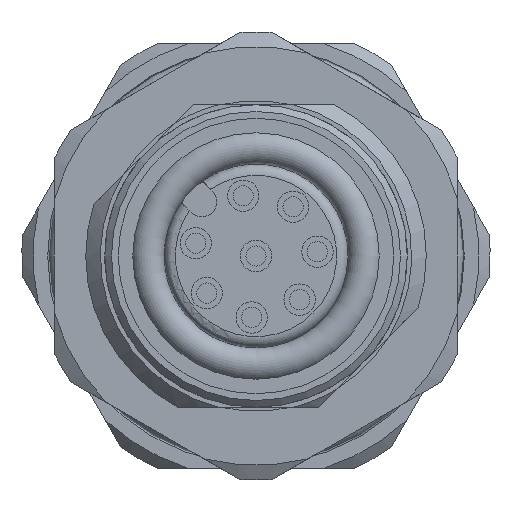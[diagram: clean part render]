
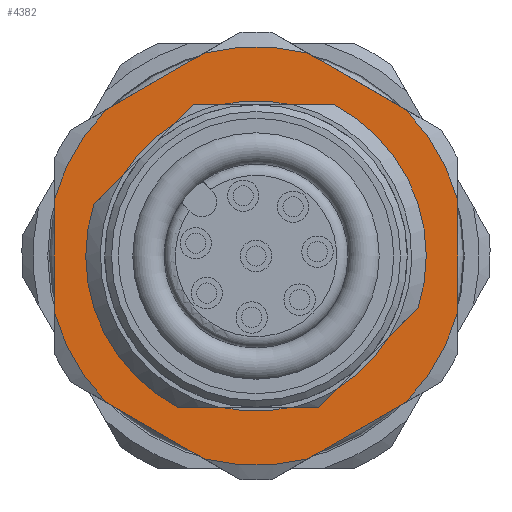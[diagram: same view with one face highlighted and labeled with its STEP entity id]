
A CAD part, left-side view. The second image highlights one B-rep face of the part: STEP entity #4382.
In plain terms, the highlighted planar face has unit normal (-1, 0, 0).
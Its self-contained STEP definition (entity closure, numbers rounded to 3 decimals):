
#201=PLANE('',#5593);
#944=EDGE_LOOP('',(#2976,#2977,#2978,#2979,#2980,#2981,#2982,#2983,#2984,
#2985,#2986,#2987));
#945=EDGE_LOOP('',(#2988,#2989,#2990,#2991,#2992,#2993,#2994,#2995,#2996,
#2997,#2998,#2999,#3000,#3001));
#974=LINE('',#7127,#1350);
#982=LINE('',#7144,#1358);
#986=LINE('',#7161,#1362);
#993=LINE('',#7174,#1369);
#997=LINE('',#7192,#1373);
#1001=LINE('',#7209,#1377);
#1009=LINE('',#7226,#1385);
#1012=LINE('',#7240,#1388);
#1322=LINE('',#8866,#1698);
#1323=LINE('',#8870,#1699);
#1324=LINE('',#8874,#1700);
#1325=LINE('',#8878,#1701);
#1326=LINE('',#8882,#1702);
#1327=LINE('',#8886,#1703);
#1350=VECTOR('',#5654,1.);
#1358=VECTOR('',#5662,1.);
#1362=VECTOR('',#5668,1.);
#1369=VECTOR('',#5675,1.);
#1373=VECTOR('',#5681,1.);
#1377=VECTOR('',#5685,1.);
#1385=VECTOR('',#5695,1.);
#1388=VECTOR('',#5698,1.);
#1698=VECTOR('',#6982,1.);
#1699=VECTOR('',#6985,1.);
#1700=VECTOR('',#6988,1.);
#1701=VECTOR('',#6991,1.);
#1702=VECTOR('',#6994,1.);
#1703=VECTOR('',#6997,1.);
#2976=ORIENTED_EDGE('',*,*,#3769,.F.);
#2977=ORIENTED_EDGE('',*,*,#3770,.F.);
#2978=ORIENTED_EDGE('',*,*,#3771,.F.);
#2979=ORIENTED_EDGE('',*,*,#3772,.F.);
#2980=ORIENTED_EDGE('',*,*,#3773,.F.);
#2981=ORIENTED_EDGE('',*,*,#3774,.F.);
#2982=ORIENTED_EDGE('',*,*,#3775,.F.);
#2983=ORIENTED_EDGE('',*,*,#3776,.F.);
#2984=ORIENTED_EDGE('',*,*,#3777,.F.);
#2985=ORIENTED_EDGE('',*,*,#3778,.F.);
#2986=ORIENTED_EDGE('',*,*,#3779,.F.);
#2987=ORIENTED_EDGE('',*,*,#3780,.F.);
#2988=ORIENTED_EDGE('',*,*,#3781,.F.);
#2989=ORIENTED_EDGE('',*,*,#3136,.T.);
#2990=ORIENTED_EDGE('',*,*,#3157,.T.);
#2991=ORIENTED_EDGE('',*,*,#3782,.F.);
#2992=ORIENTED_EDGE('',*,*,#3150,.T.);
#2993=ORIENTED_EDGE('',*,*,#3132,.T.);
#2994=ORIENTED_EDGE('',*,*,#3177,.F.);
#2995=ORIENTED_EDGE('',*,*,#3783,.F.);
#2996=ORIENTED_EDGE('',*,*,#3182,.F.);
#2997=ORIENTED_EDGE('',*,*,#3163,.F.);
#2998=ORIENTED_EDGE('',*,*,#3784,.F.);
#2999=ORIENTED_EDGE('',*,*,#3169,.F.);
#3000=ORIENTED_EDGE('',*,*,#3128,.T.);
#3001=ORIENTED_EDGE('',*,*,#3144,.T.);
#3128=EDGE_CURVE('',#4590,#4591,#3831,.T.);
#3132=EDGE_CURVE('',#4594,#4595,#3833,.T.);
#3136=EDGE_CURVE('',#4598,#4599,#974,.T.);
#3144=EDGE_CURVE('',#4591,#4606,#982,.T.);
#3150=EDGE_CURVE('',#4611,#4594,#986,.T.);
#3157=EDGE_CURVE('',#4599,#4616,#993,.T.);
#3163=EDGE_CURVE('',#4621,#4622,#997,.T.);
#3169=EDGE_CURVE('',#4590,#4627,#1001,.T.);
#3177=EDGE_CURVE('',#4634,#4595,#1009,.T.);
#3182=EDGE_CURVE('',#4622,#4638,#1012,.T.);
#3769=EDGE_CURVE('',#5049,#5050,#4062,.T.);
#3770=EDGE_CURVE('',#5051,#5049,#1322,.T.);
#3771=EDGE_CURVE('',#5052,#5051,#4063,.T.);
#3772=EDGE_CURVE('',#5053,#5052,#1323,.T.);
#3773=EDGE_CURVE('',#5054,#5053,#4064,.T.);
#3774=EDGE_CURVE('',#5055,#5054,#1324,.T.);
#3775=EDGE_CURVE('',#5056,#5055,#4065,.T.);
#3776=EDGE_CURVE('',#5057,#5056,#1325,.T.);
#3777=EDGE_CURVE('',#5058,#5057,#4066,.T.);
#3778=EDGE_CURVE('',#5059,#5058,#1326,.T.);
#3779=EDGE_CURVE('',#5060,#5059,#4067,.T.);
#3780=EDGE_CURVE('',#5050,#5060,#1327,.T.);
#3781=EDGE_CURVE('',#4598,#4606,#4068,.T.);
#3782=EDGE_CURVE('',#4611,#4616,#4069,.T.);
#3783=EDGE_CURVE('',#4638,#4634,#4070,.T.);
#3784=EDGE_CURVE('',#4627,#4621,#4071,.T.);
#3831=CIRCLE('',#5088,7.6);
#3833=CIRCLE('',#5091,7.6);
#4062=CIRCLE('',#5583,9.346);
#4063=CIRCLE('',#5584,9.346);
#4064=CIRCLE('',#5585,9.346);
#4065=CIRCLE('',#5586,9.346);
#4066=CIRCLE('',#5587,9.346);
#4067=CIRCLE('',#5588,9.346);
#4068=CIRCLE('',#5589,6.93);
#4069=CIRCLE('',#5590,6.93);
#4070=CIRCLE('',#5591,6.93);
#4071=CIRCLE('',#5592,6.93);
#4382=ADVANCED_FACE('',(#4582,#4583),#201,.F.);
#4582=FACE_BOUND('',#944,.T.);
#4583=FACE_BOUND('',#945,.T.);
#4590=VERTEX_POINT('',#7110);
#4591=VERTEX_POINT('',#7111);
#4594=VERTEX_POINT('',#7119);
#4595=VERTEX_POINT('',#7120);
#4598=VERTEX_POINT('',#7128);
#4599=VERTEX_POINT('',#7129);
#4606=VERTEX_POINT('',#7143);
#4611=VERTEX_POINT('',#7162);
#4616=VERTEX_POINT('',#7173);
#4621=VERTEX_POINT('',#7191);
#4622=VERTEX_POINT('',#7193);
#4627=VERTEX_POINT('',#7210);
#4634=VERTEX_POINT('',#7225);
#4638=VERTEX_POINT('',#7241);
#5049=VERTEX_POINT('',#8864);
#5050=VERTEX_POINT('',#8865);
#5051=VERTEX_POINT('',#8867);
#5052=VERTEX_POINT('',#8869);
#5053=VERTEX_POINT('',#8871);
#5054=VERTEX_POINT('',#8873);
#5055=VERTEX_POINT('',#8875);
#5056=VERTEX_POINT('',#8877);
#5057=VERTEX_POINT('',#8879);
#5058=VERTEX_POINT('',#8881);
#5059=VERTEX_POINT('',#8883);
#5060=VERTEX_POINT('',#8885);
#5088=AXIS2_PLACEMENT_3D('',#7109,#5638,#5639);
#5091=AXIS2_PLACEMENT_3D('',#7118,#5646,#5647);
#5583=AXIS2_PLACEMENT_3D('',#8863,#6980,#6981);
#5584=AXIS2_PLACEMENT_3D('',#8868,#6983,#6984);
#5585=AXIS2_PLACEMENT_3D('',#8872,#6986,#6987);
#5586=AXIS2_PLACEMENT_3D('',#8876,#6989,#6990);
#5587=AXIS2_PLACEMENT_3D('',#8880,#6992,#6993);
#5588=AXIS2_PLACEMENT_3D('',#8884,#6995,#6996);
#5589=AXIS2_PLACEMENT_3D('',#8887,#6998,#6999);
#5590=AXIS2_PLACEMENT_3D('',#8888,#7000,#7001);
#5591=AXIS2_PLACEMENT_3D('',#8889,#7002,#7003);
#5592=AXIS2_PLACEMENT_3D('',#8890,#7004,#7005);
#5593=AXIS2_PLACEMENT_3D('',#8891,#7006,#7007);
#5638=DIRECTION('',(1.,0.,0.));
#5639=DIRECTION('',(0.,0.,-1.));
#5646=DIRECTION('',(1.,0.,0.));
#5647=DIRECTION('',(0.,0.,-1.));
#5654=DIRECTION('',(0.,-0.707,0.707));
#5662=DIRECTION('',(0.,-0.707,0.707));
#5668=DIRECTION('',(0.,-1.,0.));
#5675=DIRECTION('',(0.,-1.,0.));
#5681=DIRECTION('',(0.,-1.,0.));
#5685=DIRECTION('',(0.,-1.,0.));
#5695=DIRECTION('',(0.,-0.707,0.707));
#5698=DIRECTION('',(0.,-0.707,0.707));
#6980=DIRECTION('',(1.,0.,0.));
#6981=DIRECTION('',(0.,-1.,0.));
#6982=DIRECTION('',(0.,0.,-1.));
#6983=DIRECTION('',(1.,0.,0.));
#6984=DIRECTION('',(0.,-1.,0.));
#6985=DIRECTION('',(0.,-0.866,-0.5));
#6986=DIRECTION('',(1.,0.,0.));
#6987=DIRECTION('',(0.,-1.,0.));
#6988=DIRECTION('',(0.,-0.866,0.5));
#6989=DIRECTION('',(1.,0.,0.));
#6990=DIRECTION('',(0.,-1.,0.));
#6991=DIRECTION('',(0.,0.,1.));
#6992=DIRECTION('',(1.,0.,0.));
#6993=DIRECTION('',(0.,-1.,0.));
#6994=DIRECTION('',(0.,0.866,0.5));
#6995=DIRECTION('',(1.,0.,0.));
#6996=DIRECTION('',(0.,-1.,0.));
#6997=DIRECTION('',(0.,0.866,-0.5));
#6998=DIRECTION('',(-1.,0.,0.));
#6999=DIRECTION('',(0.,0.,-1.));
#7000=DIRECTION('',(-1.,0.,0.));
#7001=DIRECTION('',(0.,0.,-1.));
#7002=DIRECTION('',(-1.,0.,0.));
#7003=DIRECTION('',(0.,0.,-1.));
#7004=DIRECTION('',(-1.,0.,0.));
#7005=DIRECTION('',(0.,0.,-1.));
#7006=DIRECTION('',(1.,0.,0.));
#7007=DIRECTION('',(0.,-1.,0.));
#7109=CARTESIAN_POINT('',(9.5,0.,0.));
#7110=CARTESIAN_POINT('',(9.5,3.492,-6.75));
#7111=CARTESIAN_POINT('',(9.5,7.243,2.303));
#7118=CARTESIAN_POINT('',(9.5,0.,0.));
#7119=CARTESIAN_POINT('',(9.5,-3.492,6.75));
#7120=CARTESIAN_POINT('',(9.5,-7.243,-2.303));
#7127=CARTESIAN_POINT('',(9.5,8.835,0.711));
#7128=CARTESIAN_POINT('',(9.5,3.663,5.883));
#7129=CARTESIAN_POINT('',(9.5,2.796,6.75));
#7143=CARTESIAN_POINT('',(9.5,5.883,3.663));
#7144=CARTESIAN_POINT('',(9.5,8.835,0.711));
#7161=CARTESIAN_POINT('',(9.5,2.796,6.75));
#7162=CARTESIAN_POINT('',(9.5,-1.569,6.75));
#7173=CARTESIAN_POINT('',(9.5,1.569,6.75));
#7174=CARTESIAN_POINT('',(9.5,2.796,6.75));
#7191=CARTESIAN_POINT('',(9.5,-1.569,-6.75));
#7192=CARTESIAN_POINT('',(9.5,5.744,-6.75));
#7193=CARTESIAN_POINT('',(9.5,-2.796,-6.75));
#7209=CARTESIAN_POINT('',(9.5,5.744,-6.75));
#7210=CARTESIAN_POINT('',(9.5,1.569,-6.75));
#7225=CARTESIAN_POINT('',(9.5,-5.883,-3.663));
#7226=CARTESIAN_POINT('',(9.5,-2.796,-6.75));
#7240=CARTESIAN_POINT('',(9.5,-2.796,-6.75));
#7241=CARTESIAN_POINT('',(9.5,-3.663,-5.883));
#8863=CARTESIAN_POINT('',(9.5,0.,0.));
#8864=CARTESIAN_POINT('',(9.5,-9.,-2.521));
#8865=CARTESIAN_POINT('',(9.5,-6.683,-6.534));
#8866=CARTESIAN_POINT('',(9.5,-9.,4.359));
#8867=CARTESIAN_POINT('',(9.5,-9.,2.521));
#8868=CARTESIAN_POINT('',(9.5,0.,0.));
#8869=CARTESIAN_POINT('',(9.5,-6.683,6.534));
#8870=CARTESIAN_POINT('',(9.5,-0.725,9.974));
#8871=CARTESIAN_POINT('',(9.5,-2.317,9.055));
#8872=CARTESIAN_POINT('',(9.5,0.,0.));
#8873=CARTESIAN_POINT('',(9.5,2.317,9.055));
#8874=CARTESIAN_POINT('',(9.5,8.275,5.615));
#8875=CARTESIAN_POINT('',(9.5,6.683,6.534));
#8876=CARTESIAN_POINT('',(9.5,0.,0.));
#8877=CARTESIAN_POINT('',(9.5,9.,2.521));
#8878=CARTESIAN_POINT('',(9.5,9.,-4.359));
#8879=CARTESIAN_POINT('',(9.5,9.,-2.521));
#8880=CARTESIAN_POINT('',(9.5,0.,0.));
#8881=CARTESIAN_POINT('',(9.5,6.683,-6.534));
#8882=CARTESIAN_POINT('',(9.5,0.725,-9.974));
#8883=CARTESIAN_POINT('',(9.5,2.317,-9.055));
#8884=CARTESIAN_POINT('',(9.5,0.,0.));
#8885=CARTESIAN_POINT('',(9.5,-2.317,-9.055));
#8886=CARTESIAN_POINT('',(9.5,-8.275,-5.615));
#8887=CARTESIAN_POINT('',(9.5,0.,0.));
#8888=CARTESIAN_POINT('',(9.5,0.,0.));
#8889=CARTESIAN_POINT('',(9.5,0.,0.));
#8890=CARTESIAN_POINT('',(9.5,0.,0.));
#8891=CARTESIAN_POINT('',(9.5,0.,0.));
